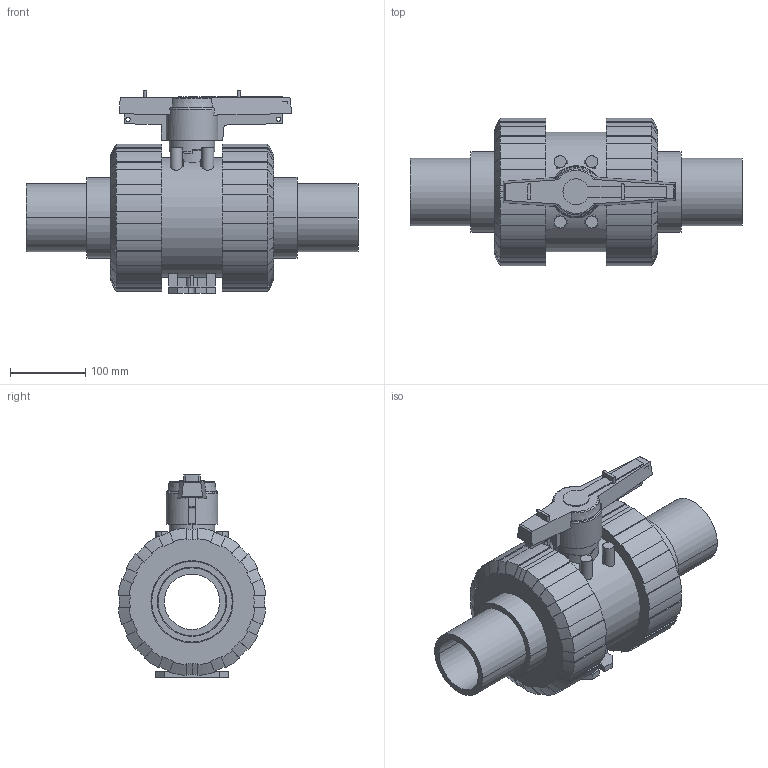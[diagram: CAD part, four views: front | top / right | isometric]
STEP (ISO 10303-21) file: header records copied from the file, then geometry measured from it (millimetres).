
FILE_DESCRIPTION(('STEP AP214'),'1');
FILE_NAME('cctmp_4A006146-4EFA-4A9A-AF57-A504761FB6DD_2021_10_20_13_13_06_0608..stp','2021-10-20T11:13:06',('Praher Valves GmbH'),('CADClick - www.CADClick.com'),'Spatial InterOp 3D',' ','unknown authorization');
FILE_SCHEMA(('AUTOMOTIVE_DESIGN'));
Length unit declared in the file: millimetre
Products named in the file (7): cc_unnamed; 210464_5; 210464_4; 210464_3; 210464_2; 210464_1; 210464
Assembly tree (6 placements, depth 2):
  cc_unnamed
    210464_5
    210464_4
    210464_3
    210464_2
    210464_1
    210464
Bounding box: 441 x 195.88 x 268.4 mm (x, y, z)
Volume: 5722624.4 mm3; surface area: 675456.2 mm2
Topology: 6 solids, 6 shells, 461 faces, 1305 edges, 868 vertices
Faces by surface type: plane 221, cylinder 144, cone 88, torus 8
Entity records: 19460 total; most frequent: CARTESIAN_POINT 3648, ORIENTED_EDGE 2610, DIRECTION 2509, EDGE_CURVE 1305, AXIS2_PLACEMENT_3D 928, VERTEX_POINT 868, LINE 653, VECTOR 653
